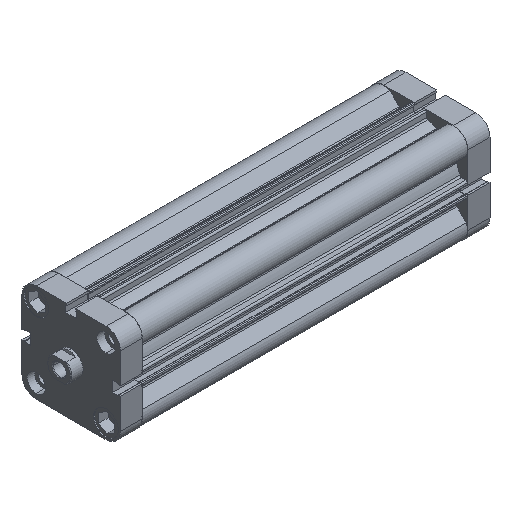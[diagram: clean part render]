
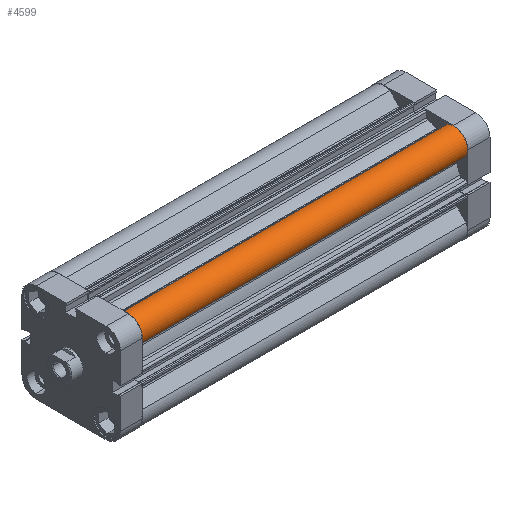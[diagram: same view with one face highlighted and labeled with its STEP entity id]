
A CAD part, isometric view. The second image highlights one B-rep face of the part: STEP entity #4599.
In plain terms, the highlighted cylindrical face has radius 9.25 mm (diameter 18.5 mm), a partial arc.
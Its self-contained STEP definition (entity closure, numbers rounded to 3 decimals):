
#80 = ORIENTED_EDGE ( 'NONE', *, *, #407, .F. ) ;
#191 = ORIENTED_EDGE ( 'NONE', *, *, #4870, .T. ) ;
#199 = ORIENTED_EDGE ( 'NONE', *, *, #5353, .T. ) ;
#207 = ORIENTED_EDGE ( 'NONE', *, *, #4891, .F. ) ;
#407 = EDGE_CURVE ( 'NONE', #9779, #4305, #3893, .T. ) ;
#1504 = CARTESIAN_POINT ( 'NONE',  ( 23.25, -23.25, 0. ) ) ;
#1511 = DIRECTION ( 'NONE',  ( 0., 0., 1. ) ) ;
#1512 = DIRECTION ( 'NONE',  ( -1., 0., 0. ) ) ;
#1848 = CARTESIAN_POINT ( 'NONE',  ( 19.184, -31.559, 217. ) ) ;
#1851 = CARTESIAN_POINT ( 'NONE',  ( 31.559, -19.184, 217. ) ) ;
#2051 = CIRCLE ( 'NONE', #5902, 9.25 ) ;
#3593 = EDGE_LOOP ( 'NONE', ( #199, #80, #207, #191 ) ) ;
#3893 = LINE ( 'NONE', #4330, #3899 ) ;
#3899 = VECTOR ( 'NONE', #4512, 1000. ) ;
#4129 = CYLINDRICAL_SURFACE ( 'NONE', #5450, 9.25 ) ;
#4132 = FACE_OUTER_BOUND ( 'NONE', #3593, .T. ) ;
#4305 = VERTEX_POINT ( 'NONE', #8234 ) ;
#4307 = VERTEX_POINT ( 'NONE', #8060 ) ;
#4330 = CARTESIAN_POINT ( 'NONE',  ( 31.559, -19.184, 217. ) ) ;
#4512 = DIRECTION ( 'NONE',  ( 0., 0., -1. ) ) ;
#4599 = ADVANCED_FACE ( 'NONE', ( #4132 ), #4129, .T. ) ;
#4870 = EDGE_CURVE ( 'NONE', #9776, #4307, #8065, .T. ) ;
#4891 = EDGE_CURVE ( 'NONE', #9776, #9779, #8123, .T. ) ;
#5353 = EDGE_CURVE ( 'NONE', #4307, #4305, #2051, .T. ) ;
#5450 = AXIS2_PLACEMENT_3D ( 'NONE', #7833, #8212, #7541 ) ;
#5754 = AXIS2_PLACEMENT_3D ( 'NONE', #7068, #7079, #7081 ) ;
#5902 = AXIS2_PLACEMENT_3D ( 'NONE', #1504, #1511, #1512 ) ;
#6997 = CARTESIAN_POINT ( 'NONE',  ( 19.184, -31.559, 217. ) ) ;
#6998 = DIRECTION ( 'NONE',  ( 0., 0., -1. ) ) ;
#7068 = CARTESIAN_POINT ( 'NONE',  ( 23.25, -23.25, 217. ) ) ;
#7079 = DIRECTION ( 'NONE',  ( 0., 0., 1. ) ) ;
#7081 = DIRECTION ( 'NONE',  ( -1., 0., 0. ) ) ;
#7541 = DIRECTION ( 'NONE',  ( -1., 0., 0. ) ) ;
#7833 = CARTESIAN_POINT ( 'NONE',  ( 23.25, -23.25, 217. ) ) ;
#8060 = CARTESIAN_POINT ( 'NONE',  ( 19.184, -31.559, 0. ) ) ;
#8065 = LINE ( 'NONE', #6997, #8067 ) ;
#8067 = VECTOR ( 'NONE', #6998, 1000. ) ;
#8123 = CIRCLE ( 'NONE', #5754, 9.25 ) ;
#8212 = DIRECTION ( 'NONE',  ( 0., 0., -1. ) ) ;
#8234 = CARTESIAN_POINT ( 'NONE',  ( 31.559, -19.184, 0. ) ) ;
#9776 = VERTEX_POINT ( 'NONE', #1848 ) ;
#9779 = VERTEX_POINT ( 'NONE', #1851 ) ;
